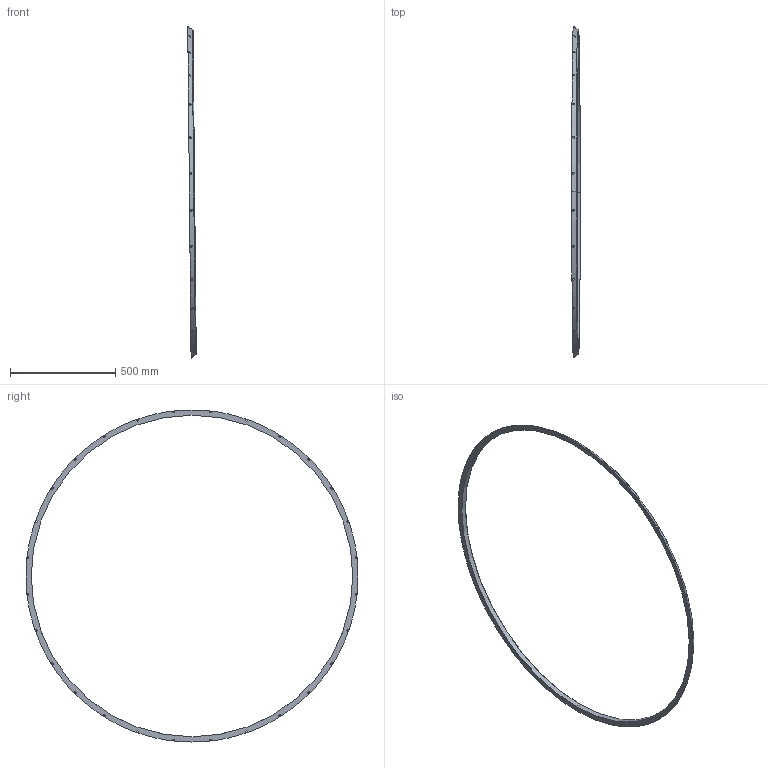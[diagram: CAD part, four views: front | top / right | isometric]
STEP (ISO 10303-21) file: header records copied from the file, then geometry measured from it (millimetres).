
FILE_DESCRIPTION(('CoCreate Modeling STEP Export'),'2;1');
FILE_NAME('s7.stp','2011-05-24T10:34:51',(''),(''),'CoCreate Modeling STEP processor for AP214 (Solid Model)','CoCreate Modeling 18.0P1120 20-Nov-2010 (C) Parametric Technology GmbH','');
FILE_SCHEMA(('AUTOMOTIVE_DESIGN { 1 0 10303 214 1 1 1 1 }'));
Length unit declared in the file: millimetre
Products named in the file (2): WELD_IN_CHANNEL_NOZZLE-OA20.PRT
Assembly tree (1 placements, depth 2):
  WELD_IN_CHANNEL_NOZZLE-OA20.PRT
    WELD_IN_CHANNEL_NOZZLE-OA20.PRT
Bounding box: 40.57 x 1578.37 x 1579.34 mm (x, y, z)
Volume: 1909412.4 mm3; surface area: 422184.1 mm2
Topology: 1 solids, 1 shells, 64 faces, 229 edges, 167 vertices
Faces by surface type: cylinder 58, plane 2, cone 2, torus 2
Entity records: 3667 total; most frequent: CARTESIAN_POINT 1265, ORIENTED_EDGE 458, DIRECTION 262, EDGE_CURVE 229, VERTEX_POINT 167, EDGE_LOOP 122, AXIS2_PLACEMENT_3D 101, B_SPLINE_CURVE_WITH_KNOTS 101
